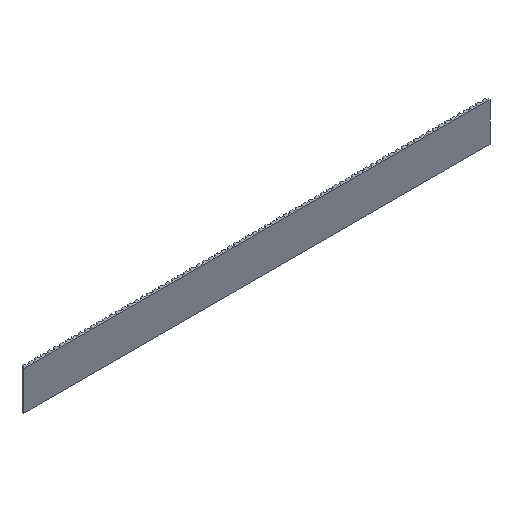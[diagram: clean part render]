
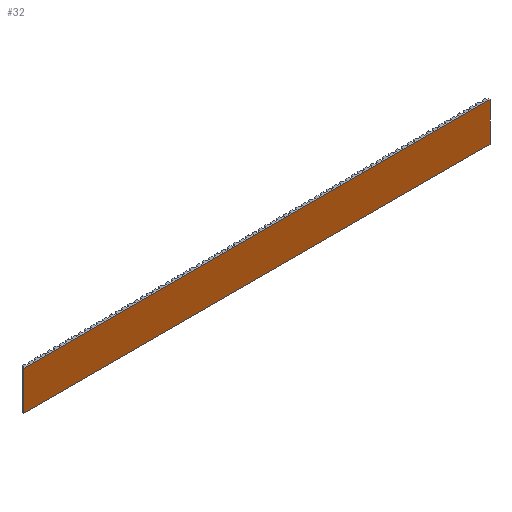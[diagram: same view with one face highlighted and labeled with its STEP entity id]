
A CAD part, isometric view. The second image highlights one B-rep face of the part: STEP entity #32.
In plain terms, the highlighted planar face has unit normal (0, -1, 0).
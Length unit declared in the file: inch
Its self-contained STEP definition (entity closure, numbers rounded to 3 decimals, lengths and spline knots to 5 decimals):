
#32 = ADVANCED_FACE ( 'NONE', ( #4580 ), #5730, .F. ) ;
#955 = ORIENTED_EDGE ( 'NONE', *, *, #6179, .F. ) ;
#1461 = ORIENTED_EDGE ( 'NONE', *, *, #7478, .T. ) ;
#1712 = DIRECTION ( 'NONE',  ( 0., 0., -1. ) ) ;
#1825 = CARTESIAN_POINT ( 'NONE',  ( 6., 0., 0.25 ) ) ;
#2363 = LINE ( 'NONE', #7880, #9067 ) ;
#2713 = VERTEX_POINT ( 'NONE', #9797 ) ;
#2763 = CARTESIAN_POINT ( 'NONE',  ( 6., 0., -0.25 ) ) ;
#3364 = VECTOR ( 'NONE', #4273, 39.37008 ) ;
#3662 = VERTEX_POINT ( 'NONE', #2763 ) ;
#4273 = DIRECTION ( 'NONE',  ( 1., 0., 0. ) ) ;
#4580 = FACE_OUTER_BOUND ( 'NONE', #9033, .T. ) ;
#4911 = VECTOR ( 'NONE', #1712, 39.37008 ) ;
#4977 = LINE ( 'NONE', #10132, #5212 ) ;
#5212 = VECTOR ( 'NONE', #8594, 39.37008 ) ;
#5454 = LINE ( 'NONE', #8266, #3364 ) ;
#5508 = DIRECTION ( 'NONE',  ( 1., 0., 0. ) ) ;
#5650 = CARTESIAN_POINT ( 'NONE',  ( 0., 0., 0.25 ) ) ;
#5685 = ORIENTED_EDGE ( 'NONE', *, *, #7920, .T. ) ;
#5730 = PLANE ( 'NONE',  #8517 ) ;
#5794 = ORIENTED_EDGE ( 'NONE', *, *, #9205, .F. ) ;
#6145 = CARTESIAN_POINT ( 'NONE',  ( 0., 0., 0.25 ) ) ;
#6179 = EDGE_CURVE ( 'NONE', #2713, #3662, #6968, .T. ) ;
#6394 = VERTEX_POINT ( 'NONE', #6630 ) ;
#6630 = CARTESIAN_POINT ( 'NONE',  ( 0., 0., -0.25 ) ) ;
#6968 = LINE ( 'NONE', #1825, #4911 ) ;
#7265 = VERTEX_POINT ( 'NONE', #6145 ) ;
#7478 = EDGE_CURVE ( 'NONE', #6394, #3662, #5454, .T. ) ;
#7880 = CARTESIAN_POINT ( 'NONE',  ( 0., 0., 0.25 ) ) ;
#7920 = EDGE_CURVE ( 'NONE', #7265, #6394, #4977, .T. ) ;
#8266 = CARTESIAN_POINT ( 'NONE',  ( 0., 0., -0.25 ) ) ;
#8517 = AXIS2_PLACEMENT_3D ( 'NONE', #5650, #8885, #8773 ) ;
#8594 = DIRECTION ( 'NONE',  ( 0., 0., -1. ) ) ;
#8773 = DIRECTION ( 'NONE',  ( 0., 0., 1. ) ) ;
#8885 = DIRECTION ( 'NONE',  ( 0., 1., 0. ) ) ;
#9033 = EDGE_LOOP ( 'NONE', ( #1461, #955, #5794, #5685 ) ) ;
#9067 = VECTOR ( 'NONE', #5508, 39.37008 ) ;
#9205 = EDGE_CURVE ( 'NONE', #7265, #2713, #2363, .T. ) ;
#9797 = CARTESIAN_POINT ( 'NONE',  ( 6., 0., 0.25 ) ) ;
#10132 = CARTESIAN_POINT ( 'NONE',  ( 0., 0., 0.25 ) ) ;
